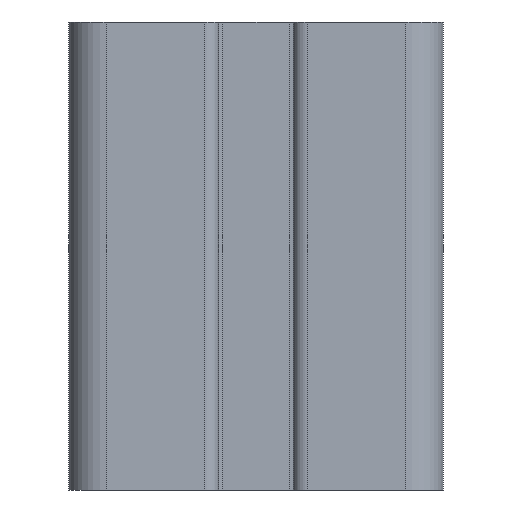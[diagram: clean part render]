
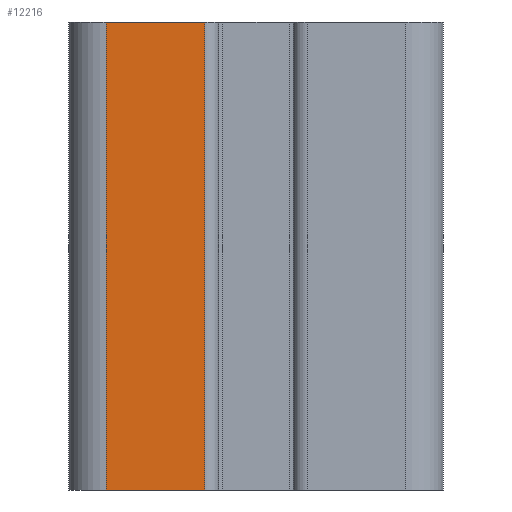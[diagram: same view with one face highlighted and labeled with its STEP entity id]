
A CAD part, left-side view. The second image highlights one B-rep face of the part: STEP entity #12216.
In plain terms, the highlighted planar face has unit normal (-1, 0, 0).
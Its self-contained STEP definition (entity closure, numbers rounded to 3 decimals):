
#50 = VERTEX_POINT ( 'NONE', #9425 ) ;
#1844 = LINE ( 'NONE', #7975, #11553 ) ;
#2057 = EDGE_CURVE ( 'NONE', #12136, #5987, #6800, .T. ) ;
#2227 = ORIENTED_EDGE ( 'NONE', *, *, #2057, .T. ) ;
#2597 = DIRECTION ( 'NONE',  ( 0., 1., 0. ) ) ;
#3532 = VECTOR ( 'NONE', #5131, 1000. ) ;
#3621 = LINE ( 'NONE', #6440, #7282 ) ;
#3993 = ORIENTED_EDGE ( 'NONE', *, *, #8322, .F. ) ;
#4176 = CARTESIAN_POINT ( 'NONE',  ( -80.001, 15.999, 25. ) ) ;
#4623 = ORIENTED_EDGE ( 'NONE', *, *, #11911, .F. ) ;
#4910 = CARTESIAN_POINT ( 'NONE',  ( -80.001, 15.999, 25. ) ) ;
#5131 = DIRECTION ( 'NONE',  ( 0., -1., 0. ) ) ;
#5793 = DIRECTION ( 'NONE',  ( 0., -1., 0. ) ) ;
#5987 = VERTEX_POINT ( 'NONE', #6001 ) ;
#6001 = CARTESIAN_POINT ( 'NONE',  ( -80.001, 5.499, -25. ) ) ;
#6107 = ORIENTED_EDGE ( 'NONE', *, *, #10374, .T. ) ;
#6440 = CARTESIAN_POINT ( 'NONE',  ( -80.001, 15.999, 25. ) ) ;
#6800 = LINE ( 'NONE', #10961, #8676 ) ;
#7012 = FACE_OUTER_BOUND ( 'NONE', #10855, .T. ) ;
#7282 = VECTOR ( 'NONE', #9947, 1000. ) ;
#7890 = AXIS2_PLACEMENT_3D ( 'NONE', #4910, #8861, #2597 ) ;
#7975 = CARTESIAN_POINT ( 'NONE',  ( -80.001, 5.499, 25. ) ) ;
#7976 = PLANE ( 'NONE',  #7890 ) ;
#8253 = LINE ( 'NONE', #4176, #3532 ) ;
#8322 = EDGE_CURVE ( 'NONE', #8834, #5987, #1844, .T. ) ;
#8676 = VECTOR ( 'NONE', #5793, 1000. ) ;
#8834 = VERTEX_POINT ( 'NONE', #11122 ) ;
#8861 = DIRECTION ( 'NONE',  ( 1., 0., 0. ) ) ;
#9425 = CARTESIAN_POINT ( 'NONE',  ( -80.001, 15.999, 25. ) ) ;
#9947 = DIRECTION ( 'NONE',  ( 0., 0., -1. ) ) ;
#10374 = EDGE_CURVE ( 'NONE', #50, #12136, #3621, .T. ) ;
#10855 = EDGE_LOOP ( 'NONE', ( #2227, #3993, #4623, #6107 ) ) ;
#10961 = CARTESIAN_POINT ( 'NONE',  ( -80.001, 15.999, -25. ) ) ;
#11106 = DIRECTION ( 'NONE',  ( 0., 0., -1. ) ) ;
#11122 = CARTESIAN_POINT ( 'NONE',  ( -80.001, 5.499, 25. ) ) ;
#11553 = VECTOR ( 'NONE', #11106, 1000. ) ;
#11911 = EDGE_CURVE ( 'NONE', #50, #8834, #8253, .T. ) ;
#12136 = VERTEX_POINT ( 'NONE', #13216 ) ;
#12216 = ADVANCED_FACE ( 'NONE', ( #7012 ), #7976, .F. ) ;
#13216 = CARTESIAN_POINT ( 'NONE',  ( -80.001, 15.999, -25. ) ) ;
